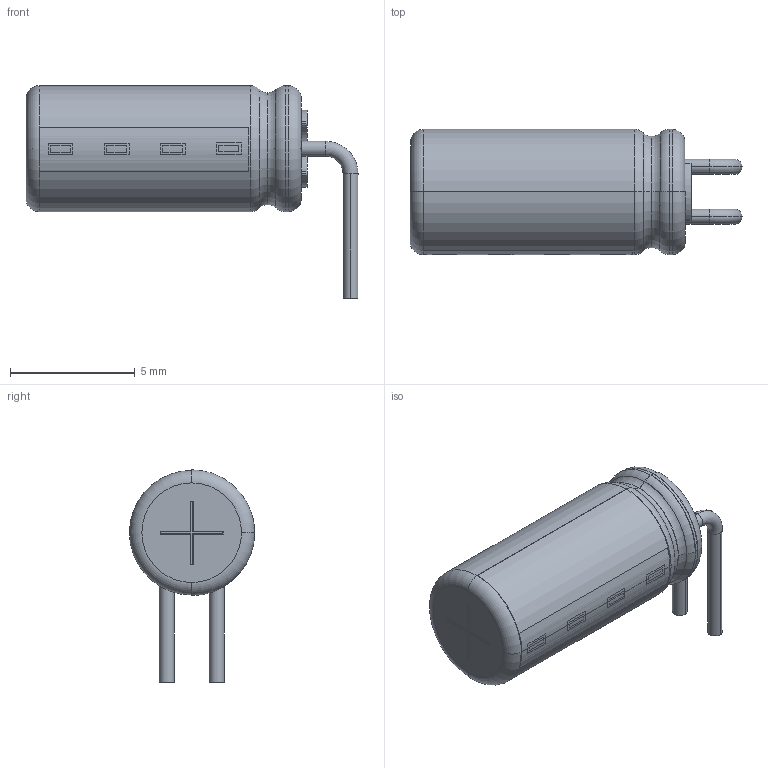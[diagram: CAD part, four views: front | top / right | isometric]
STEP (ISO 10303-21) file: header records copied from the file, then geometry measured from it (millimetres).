
FILE_DESCRIPTION(('FreeCAD Model'),'2;1');
FILE_NAME('F2BE95FE_3AFC_406A_A8CE_F8738267A8A2.step', '2017-08-16T11:30:16',('kicad StepUp'),('ksu MCAD'), 'Open CASCADE STEP processor 7.1','FreeCAD','Unknown');
FILE_SCHEMA(('AUTOMOTIVE_DESIGN_CC2 { 1 2 10303 214 -1 1 5 4 }'));
Length unit declared in the file: millimetre
Products named in the file (2): ASSEMBLY; F2BE95FE_3AFC_406A_A8CE_F8738267A8A2
Assembly tree (1 placements, depth 2):
  ASSEMBLY
    F2BE95FE_3AFC_406A_A8CE_F8738267A8A2
Bounding box: 13.32 x 5.03 x 8.53 mm (x, y, z)
Surface area: 511.6 mm2 (no closed solid volume)
Topology: 0 solids, 4 shells, 113 faces, 296 edges, 201 vertices
Faces by surface type: cylinder 67, torus 40, plane 6
Entity records: 4367 total; most frequent: CARTESIAN_POINT 684, DIRECTION 680, ORIENTED_EDGE 538, EDGE_CURVE 296, AXIS2_PLACEMENT_3D 293, VERTEX_POINT 201, CIRCLE 178, FACE_BOUND 126
